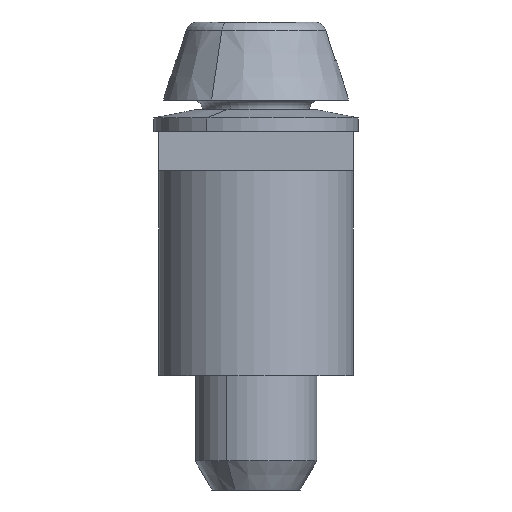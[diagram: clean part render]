
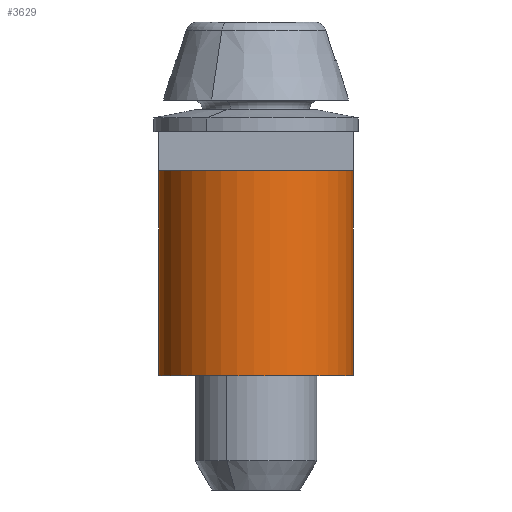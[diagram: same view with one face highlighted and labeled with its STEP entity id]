
A CAD part, left-side view. The second image highlights one B-rep face of the part: STEP entity #3629.
In plain terms, the highlighted cylindrical face has radius 2 mm (diameter 4 mm), a partial arc.
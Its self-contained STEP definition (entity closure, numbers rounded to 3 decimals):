
#3596=AXIS2_PLACEMENT_3D('Circle Axis2P3D',#3594,#3595,$) ;
#3609=AXIS2_PLACEMENT_3D('Cylinder Axis2P3D',#3606,#3607,#3608) ;
#3620=AXIS2_PLACEMENT_3D('Circle Axis2P3D',#3618,#3619,$) ;
#3516=CARTESIAN_POINT('Line Origine',(2.4,0.003,4.448)) ;
#3520=CARTESIAN_POINT('Vertex',(2.4,0.003,2.348)) ;
#3522=CARTESIAN_POINT('Vertex',(2.4,0.003,6.548)) ;
#3591=CARTESIAN_POINT('Vertex',(2.6,0.003,6.548)) ;
#3594=CARTESIAN_POINT('Axis2P3D Location',(2.5,2.,6.548)) ;
#3606=CARTESIAN_POINT('Axis2P3D Location',(2.5,2.,4.448)) ;
#3611=CARTESIAN_POINT('Line Origine',(2.6,0.003,4.448)) ;
#3615=CARTESIAN_POINT('Vertex',(2.6,0.003,2.348)) ;
#3618=CARTESIAN_POINT('Axis2P3D Location',(2.5,2.,2.348)) ;
#3517=DIRECTION('Vector Direction',(0.,0.,1.)) ;
#3595=DIRECTION('Axis2P3D Direction',(0.,0.,1.)) ;
#3607=DIRECTION('Axis2P3D Direction',(0.,0.,1.)) ;
#3608=DIRECTION('Axis2P3D XDirection',(0.,-1.,0.)) ;
#3612=DIRECTION('Vector Direction',(0.,0.,1.)) ;
#3619=DIRECTION('Axis2P3D Direction',(0.,0.,1.)) ;
#3518=VECTOR('Line Direction',#3517,1.) ;
#3613=VECTOR('Line Direction',#3612,1.) ;
#3624=ORIENTED_EDGE('',*,*,#3598,.F.) ;
#3625=ORIENTED_EDGE('',*,*,#3617,.F.) ;
#3626=ORIENTED_EDGE('',*,*,#3622,.T.) ;
#3627=ORIENTED_EDGE('',*,*,#3524,.T.) ;
#3629=ADVANCED_FACE('VH 4.2/4/2.8 DLI.1\\Body.3',(#3628),#3610,.T.) ;
#3597=CIRCLE('generated circle',#3596,2.) ;
#3621=CIRCLE('generated circle',#3620,2.) ;
#3610=CYLINDRICAL_SURFACE('generated cylinder',#3609,2.) ;
#3524=EDGE_CURVE('',#3521,#3523,#3519,.T.) ;
#3598=EDGE_CURVE('',#3592,#3523,#3597,.T.) ;
#3617=EDGE_CURVE('',#3616,#3592,#3614,.T.) ;
#3622=EDGE_CURVE('',#3616,#3521,#3621,.T.) ;
#3623=EDGE_LOOP('',(#3624,#3625,#3626,#3627)) ;
#3628=FACE_OUTER_BOUND('',#3623,.T.) ;
#3519=LINE('Line',#3516,#3518) ;
#3614=LINE('Line',#3611,#3613) ;
#3521=VERTEX_POINT('',#3520) ;
#3523=VERTEX_POINT('',#3522) ;
#3592=VERTEX_POINT('',#3591) ;
#3616=VERTEX_POINT('',#3615) ;
